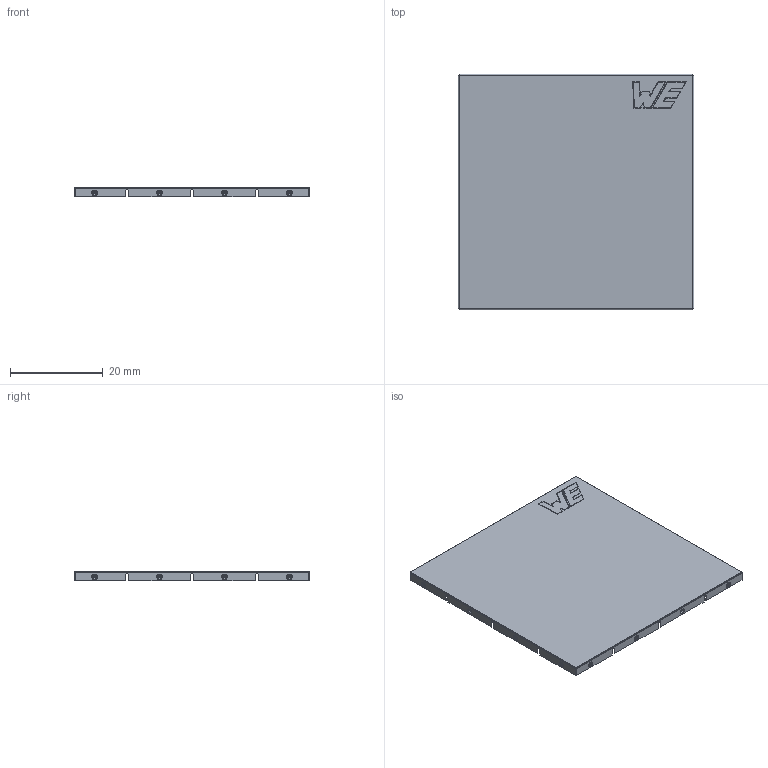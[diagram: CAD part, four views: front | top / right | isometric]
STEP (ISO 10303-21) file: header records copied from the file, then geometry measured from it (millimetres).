
FILE_DESCRIPTION( ( 'Unknown' ), '1' );
FILE_NAME( '36003500S.stp', 'Unknown', ( 'Unknown' ), ( 'Unknown' ), 'PSStep 19.0.9', 'Unknown', ' ' );
FILE_SCHEMA( ( 'AUTOMOTIVE_DESIGN { 1 0 10303 214 1 1 1 1 }' ) );
Length unit declared in the file: millimetre
Products named in the file (1): 1
Bounding box: 50.86 x 50.86 x 2 mm (x, y, z)
Volume: 585.2 mm3; surface area: 5908 mm2
Topology: 1 solids, 1 shells, 260 faces, 618 edges, 396 vertices
Faces by surface type: plane 144, torus 64, cone 32, cylinder 20
Entity records: 8774 total; most frequent: DIRECTION 1180, CARTESIAN_POINT 1115, ORIENTED_EDGE 980, EDGE_CURVE 490, AXIS2_PLACEMENT_3D 429, EDGE_LOOP 392, VERTEX_POINT 364, FACE_OUTER_BOUND 324
